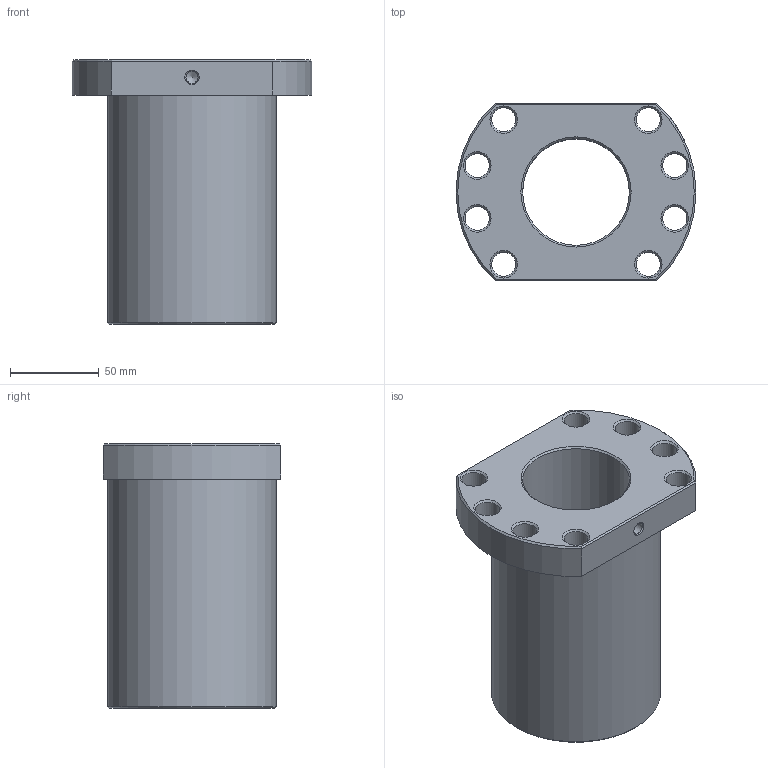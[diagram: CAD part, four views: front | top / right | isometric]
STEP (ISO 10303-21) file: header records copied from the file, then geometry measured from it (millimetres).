
FILE_DESCRIPTION(/* description */ (''),/* implementation_level */ '2;1');
FILE_NAME(/* name */ 'SFU06320-4.stp',/* time_stamp */ '2020-03-23T22:29:39+08:00',/* author */ (''),/* organization */ (''),/* preprocessor_version */ 'ST-DEVELOPER v16',/* originating_system */ 'SIEMENS PLM Software NX 10.0',/* authorisation */ '');
FILE_SCHEMA (('AUTOMOTIVE_DESIGN { 1 0 10303 214 3 1 1 1 }'));
Length unit declared in the file: millimetre
Products named in the file (1): Admi0BFC4609nb22
Bounding box: 135 x 100 x 149 mm (x, y, z)
Volume: 711216.2 mm3; surface area: 97688.3 mm2
Topology: 1 solids, 1 shells, 144 faces, 357 edges, 236 vertices
Faces by surface type: plane 84, extrusion 31, cylinder 14, cone 14, bspline 1
Full cylindrical faces by diameter (mm): 6.8 x1, 8 x1, 13.5 x8, 60 x1, 95 x1
Entity records: 5286 total; most frequent: CARTESIAN_POINT 2177, ORIENTED_EDGE 640, DIRECTION 492, EDGE_CURVE 320, VERTEX_POINT 225, EDGE_LOOP 208, VECTOR 186, B_SPLINE_CURVE_WITH_KNOTS 156
